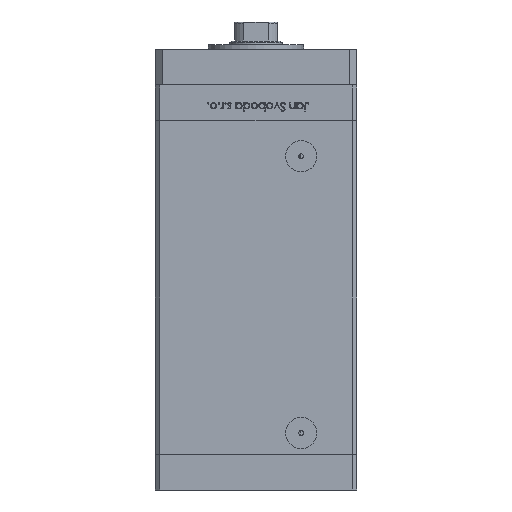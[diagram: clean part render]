
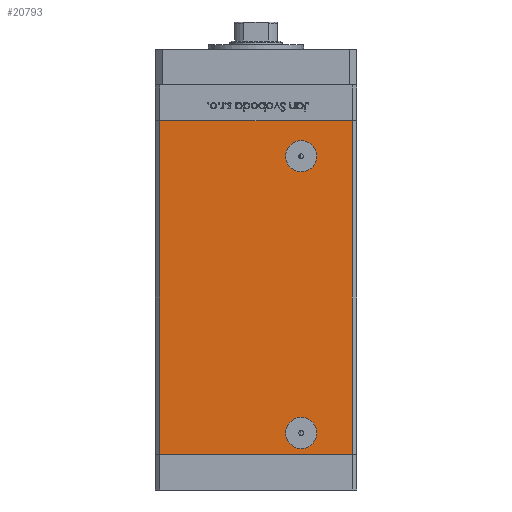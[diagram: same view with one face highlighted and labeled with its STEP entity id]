
A CAD part, front view. The second image highlights one B-rep face of the part: STEP entity #20793.
In plain terms, the highlighted planar face has unit normal (0, -1, 0).
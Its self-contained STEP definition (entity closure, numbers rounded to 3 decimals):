
#1348 = FACE_OUTER_BOUND ( 'NONE', #18379, .T. ) ;
#2220 = EDGE_LOOP ( 'NONE', ( #43420, #20106 ) ) ;
#2343 = DIRECTION ( 'NONE',  ( 1., 0., 0. ) ) ;
#3128 = CARTESIAN_POINT ( 'NONE',  ( 19., -37.5, 9. ) ) ;
#3312 = EDGE_CURVE ( 'NONE', #39003, #16203, #43526, .T. ) ;
#4315 = ORIENTED_EDGE ( 'NONE', *, *, #38762, .T. ) ;
#4907 = DIRECTION ( 'NONE',  ( 0., 0., -1. ) ) ;
#5133 = FACE_BOUND ( 'NONE', #37265, .T. ) ;
#5435 = VECTOR ( 'NONE', #4907, 1000. ) ;
#5649 = DIRECTION ( 'NONE',  ( 0., 1., 0. ) ) ;
#5675 = LINE ( 'NONE', #22192, #34978 ) ;
#5769 = CARTESIAN_POINT ( 'NONE',  ( 40.5, -37.5, 140.5 ) ) ;
#6112 = LINE ( 'NONE', #7203, #19946 ) ;
#7203 = CARTESIAN_POINT ( 'NONE',  ( -40.5, -37.5, 0. ) ) ;
#7796 = VERTEX_POINT ( 'NONE', #29809 ) ;
#8516 = ORIENTED_EDGE ( 'NONE', *, *, #46837, .T. ) ;
#9506 = VERTEX_POINT ( 'NONE', #15339 ) ;
#10965 = CIRCLE ( 'NONE', #22175, 6.58 ) ;
#11456 = ORIENTED_EDGE ( 'NONE', *, *, #26611, .F. ) ;
#12261 = AXIS2_PLACEMENT_3D ( 'NONE', #13279, #13542, #25731 ) ;
#13279 = CARTESIAN_POINT ( 'NONE',  ( -40.5, -37.5, 140.5 ) ) ;
#13542 = DIRECTION ( 'NONE',  ( 0., 1., 0. ) ) ;
#13728 = DIRECTION ( 'NONE',  ( 0., 0., -1. ) ) ;
#13745 = CARTESIAN_POINT ( 'NONE',  ( -40.5, -37.5, 140.5 ) ) ;
#15339 = CARTESIAN_POINT ( 'NONE',  ( -40.5, -37.5, 140.5 ) ) ;
#16203 = VERTEX_POINT ( 'NONE', #47954 ) ;
#16217 = DIRECTION ( 'NONE',  ( 0., 1., 0. ) ) ;
#16405 = EDGE_CURVE ( 'NONE', #16203, #39003, #42448, .T. ) ;
#16845 = LINE ( 'NONE', #25508, #5435 ) ;
#17615 = EDGE_CURVE ( 'NONE', #49025, #17933, #6112, .T. ) ;
#17933 = VERTEX_POINT ( 'NONE', #39346 ) ;
#18373 = DIRECTION ( 'NONE',  ( 0., 0., -1. ) ) ;
#18379 = EDGE_LOOP ( 'NONE', ( #49727, #52407, #11456, #8516 ) ) ;
#19388 = DIRECTION ( 'NONE',  ( 1., 0., 0. ) ) ;
#19946 = VECTOR ( 'NONE', #19388, 1000. ) ;
#20106 = ORIENTED_EDGE ( 'NONE', *, *, #3312, .F. ) ;
#20793 = ADVANCED_FACE ( 'NONE', ( #21934, #1348, #5133 ), #46101, .F. ) ;
#20994 = EDGE_CURVE ( 'NONE', #7796, #34066, #34785, .T. ) ;
#21934 = FACE_BOUND ( 'NONE', #2220, .T. ) ;
#22175 = AXIS2_PLACEMENT_3D ( 'NONE', #38998, #5649, #18373 ) ;
#22192 = CARTESIAN_POINT ( 'NONE',  ( -40.5, -37.5, 140.5 ) ) ;
#22412 = ORIENTED_EDGE ( 'NONE', *, *, #20994, .T. ) ;
#24742 = EDGE_CURVE ( 'NONE', #48357, #17933, #16845, .T. ) ;
#25508 = CARTESIAN_POINT ( 'NONE',  ( 40.5, -37.5, 140.5 ) ) ;
#25566 = CARTESIAN_POINT ( 'NONE',  ( -40.5, -37.5, 0. ) ) ;
#25731 = DIRECTION ( 'NONE',  ( 0., 0., 1. ) ) ;
#26611 = EDGE_CURVE ( 'NONE', #9506, #48357, #5675, .T. ) ;
#29809 = CARTESIAN_POINT ( 'NONE',  ( 19., -37.5, 118.92 ) ) ;
#30324 = AXIS2_PLACEMENT_3D ( 'NONE', #33813, #33290, #13728 ) ;
#30829 = LINE ( 'NONE', #13745, #53639 ) ;
#31314 = DIRECTION ( 'NONE',  ( 0., 0., -1. ) ) ;
#32198 = AXIS2_PLACEMENT_3D ( 'NONE', #53389, #16217, #32764 ) ;
#32764 = DIRECTION ( 'NONE',  ( 0., 0., -1. ) ) ;
#33290 = DIRECTION ( 'NONE',  ( 0., -1., 0. ) ) ;
#33813 = CARTESIAN_POINT ( 'NONE',  ( 19., -37.5, 9. ) ) ;
#34066 = VERTEX_POINT ( 'NONE', #41701 ) ;
#34785 = CIRCLE ( 'NONE', #32198, 6.58 ) ;
#34978 = VECTOR ( 'NONE', #2343, 1000. ) ;
#36476 = DIRECTION ( 'NONE',  ( 0., -1., 0. ) ) ;
#37074 = CARTESIAN_POINT ( 'NONE',  ( 19., -37.5, 15.58 ) ) ;
#37265 = EDGE_LOOP ( 'NONE', ( #22412, #4315 ) ) ;
#38762 = EDGE_CURVE ( 'NONE', #34066, #7796, #10965, .T. ) ;
#38998 = CARTESIAN_POINT ( 'NONE',  ( 19., -37.5, 125.5 ) ) ;
#39003 = VERTEX_POINT ( 'NONE', #37074 ) ;
#39346 = CARTESIAN_POINT ( 'NONE',  ( 40.5, -37.5, 0. ) ) ;
#41701 = CARTESIAN_POINT ( 'NONE',  ( 19., -37.5, 132.08 ) ) ;
#42448 = CIRCLE ( 'NONE', #30324, 6.58 ) ;
#43420 = ORIENTED_EDGE ( 'NONE', *, *, #16405, .F. ) ;
#43526 = CIRCLE ( 'NONE', #50430, 6.58 ) ;
#46101 = PLANE ( 'NONE',  #12261 ) ;
#46575 = DIRECTION ( 'NONE',  ( 0., 0., -1. ) ) ;
#46837 = EDGE_CURVE ( 'NONE', #9506, #49025, #30829, .T. ) ;
#47954 = CARTESIAN_POINT ( 'NONE',  ( 19., -37.5, 2.42 ) ) ;
#48357 = VERTEX_POINT ( 'NONE', #5769 ) ;
#49025 = VERTEX_POINT ( 'NONE', #25566 ) ;
#49727 = ORIENTED_EDGE ( 'NONE', *, *, #17615, .T. ) ;
#50430 = AXIS2_PLACEMENT_3D ( 'NONE', #3128, #36476, #31314 ) ;
#52407 = ORIENTED_EDGE ( 'NONE', *, *, #24742, .F. ) ;
#53389 = CARTESIAN_POINT ( 'NONE',  ( 19., -37.5, 125.5 ) ) ;
#53639 = VECTOR ( 'NONE', #46575, 1000. ) ;
